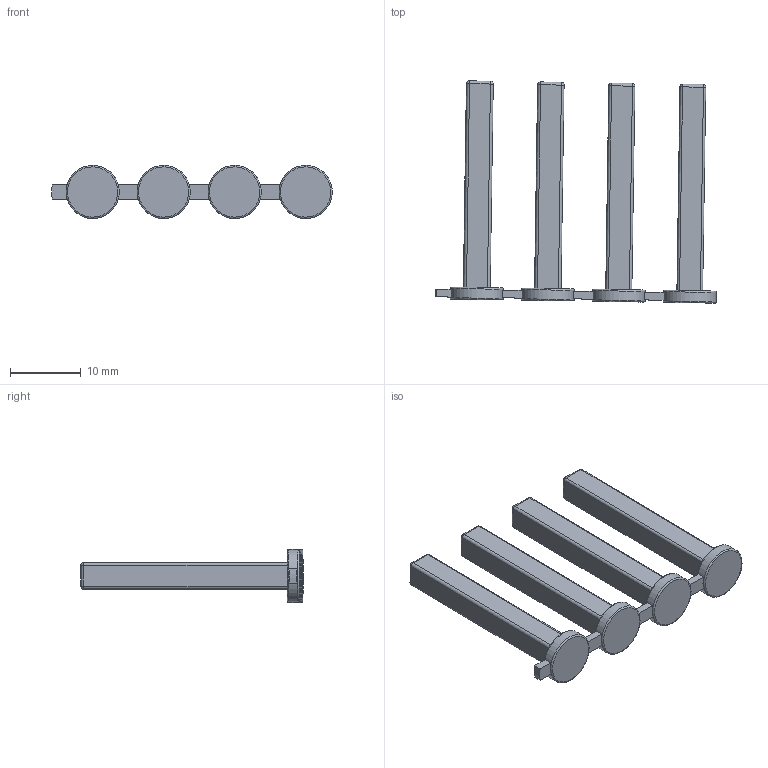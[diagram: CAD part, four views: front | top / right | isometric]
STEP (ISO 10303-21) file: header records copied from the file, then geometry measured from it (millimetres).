
FILE_DESCRIPTION(/* description */ (''),/* implementation_level */ '2;1');
FILE_NAME(/* name */ 'AXp3c test assembly.stp',/* time_stamp */ '2019-02-28T20:11:37+01:00',/* author */ ('Varga Daniel'),/* organization */ (''),/* preprocessor_version */ 'ST-DEVELOPER v17.2',/* originating_system */ 'Autodesk Inventor 2019',/* authorisation */ '');
FILE_SCHEMA (('AUTOMOTIVE_DESIGN { 1 0 10303 214 3 1 1 }'));
Length unit declared in the file: millimetre
Products named in the file (1): AXp3c test assembly
Bounding box: 39.62 x 31.37 x 7.5 mm (x, y, z)
Volume: 1880.5 mm3; surface area: 2178.1 mm2
Topology: 1 solids, 1 shells, 105 faces, 268 edges, 160 vertices
Faces by surface type: plane 44, cylinder 37, bspline 12, torus 8, sphere 4
Full cylindrical faces by diameter (mm): 7.5 x4
Entity records: 3403 total; most frequent: CARTESIAN_POINT 810, DIRECTION 580, ORIENTED_EDGE 512, EDGE_CURVE 256, AXIS2_PLACEMENT_3D 230, VERTEX_POINT 160, LINE 120, VECTOR 120
